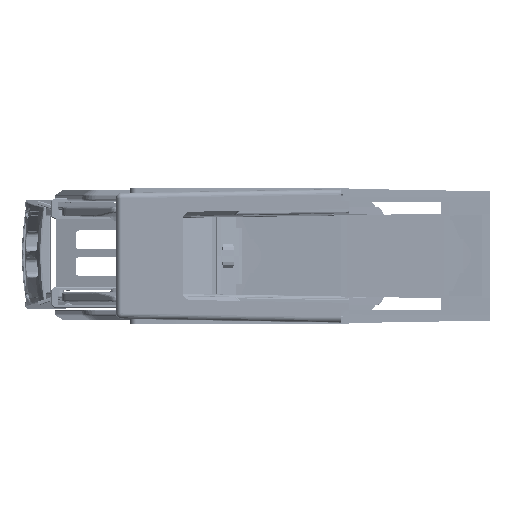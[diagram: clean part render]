
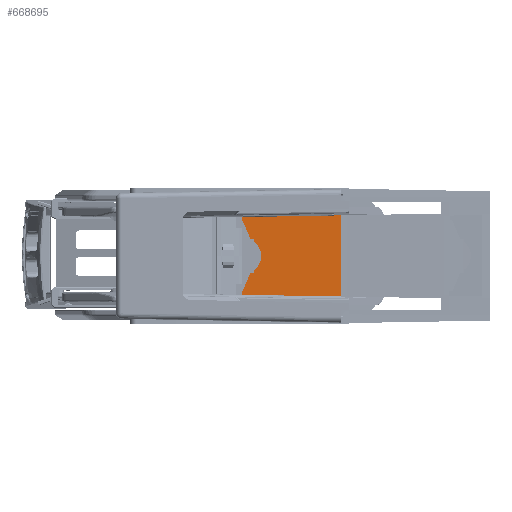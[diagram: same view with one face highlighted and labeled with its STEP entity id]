
A CAD part, left-side view. The second image highlights one B-rep face of the part: STEP entity #668695.
In plain terms, the highlighted planar face has unit normal (-0.998, 0.058, 0).
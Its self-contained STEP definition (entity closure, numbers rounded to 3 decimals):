
#628292=CARTESIAN_POINT('',(-173.49,6.053,36.654));
#628293=VERTEX_POINT('',#628292);
#628301=CARTESIAN_POINT('',(-175.62,-30.738,37.296));
#628302=VERTEX_POINT('',#628301);
#628303=CARTESIAN_POINT('',(-173.49,6.053,36.654));
#628304=CARTESIAN_POINT('',(-174.2,-6.21,36.868));
#628305=CARTESIAN_POINT('',(-174.91,-18.474,37.082));
#628306=CARTESIAN_POINT('',(-175.62,-30.738,37.296));
#628307=B_SPLINE_CURVE_WITH_KNOTS('',3,(#628303,#628304,#628305,#628306),.UNSPECIFIED.,.F.,.F.,(4,4),(0.,1.),.UNSPECIFIED.);
#628308=EDGE_CURVE('',#628293,#628302,#628307,.T.);
#660459=CARTESIAN_POINT('',(-175.62,-30.738,7.381));
#660460=VERTEX_POINT('',#660459);
#660468=CARTESIAN_POINT('',(-173.49,6.053,8.024));
#660469=VERTEX_POINT('',#660468);
#660470=CARTESIAN_POINT('',(-175.62,-30.738,7.381));
#660471=CARTESIAN_POINT('',(-174.91,-18.474,7.596));
#660472=CARTESIAN_POINT('',(-174.2,-6.21,7.81));
#660473=CARTESIAN_POINT('',(-173.49,6.053,8.024));
#660474=B_SPLINE_CURVE_WITH_KNOTS('',3,(#660470,#660471,#660472,#660473),.UNSPECIFIED.,.F.,.F.,(4,4),(0.,1.),.UNSPECIFIED.);
#660475=EDGE_CURVE('',#660460,#660469,#660474,.T.);
#665766=CARTESIAN_POINT('',(-173.764,1.325,28.573));
#665767=VERTEX_POINT('',#665766);
#665795=CARTESIAN_POINT('',(-173.764,1.325,27.429));
#665796=VERTEX_POINT('',#665795);
#665804=CARTESIAN_POINT('',(-173.764,1.325,28.573));
#665805=CARTESIAN_POINT('',(-173.764,1.325,28.191));
#665806=CARTESIAN_POINT('',(-173.764,1.325,27.81));
#665807=CARTESIAN_POINT('',(-173.764,1.325,27.429));
#665808=B_SPLINE_CURVE_WITH_KNOTS('',3,(#665804,#665805,#665806,#665807),.UNSPECIFIED.,.F.,.F.,(4,4),(0.,1.144),.UNSPECIFIED.);
#665809=EDGE_CURVE('',#665767,#665796,#665808,.T.);
#665828=CARTESIAN_POINT('',(-173.677,2.824,28.599));
#665829=VERTEX_POINT('',#665828);
#665830=CARTESIAN_POINT('',(-173.677,2.824,28.599));
#665831=CARTESIAN_POINT('',(-173.706,2.324,28.59));
#665832=CARTESIAN_POINT('',(-173.735,1.824,28.581));
#665833=CARTESIAN_POINT('',(-173.764,1.325,28.573));
#665834=B_SPLINE_CURVE_WITH_KNOTS('',3,(#665830,#665831,#665832,#665833),.UNSPECIFIED.,.F.,.F.,(4,4),(0.,1.),.UNSPECIFIED.);
#665835=EDGE_CURVE('',#665829,#665767,#665834,.T.);
#665854=CARTESIAN_POINT('',(-173.515,5.618,35.152));
#665855=VERTEX_POINT('',#665854);
#665856=CARTESIAN_POINT('',(-173.515,5.618,35.152));
#665857=CARTESIAN_POINT('',(-173.569,4.686,32.968));
#665858=CARTESIAN_POINT('',(-173.623,3.755,30.783));
#665859=CARTESIAN_POINT('',(-173.677,2.824,28.599));
#665860=B_SPLINE_CURVE_WITH_KNOTS('',3,(#665856,#665857,#665858,#665859),.UNSPECIFIED.,.F.,.F.,(4,4),(0.,1.),.UNSPECIFIED.);
#665861=EDGE_CURVE('',#665855,#665829,#665860,.T.);
#665914=CARTESIAN_POINT('',(-173.49,6.053,35.16));
#665915=VERTEX_POINT('',#665914);
#665916=CARTESIAN_POINT('',(-173.49,6.053,35.16));
#665917=CARTESIAN_POINT('',(-173.499,5.908,35.157));
#665918=CARTESIAN_POINT('',(-173.507,5.763,35.155));
#665919=CARTESIAN_POINT('',(-173.515,5.618,35.152));
#665920=B_SPLINE_CURVE_WITH_KNOTS('',3,(#665916,#665917,#665918,#665919),.UNSPECIFIED.,.F.,.F.,(4,4),(0.,1.),.UNSPECIFIED.);
#665921=EDGE_CURVE('',#665915,#665855,#665920,.T.);
#665951=CARTESIAN_POINT('',(-173.515,5.618,9.525));
#665952=VERTEX_POINT('',#665951);
#665987=CARTESIAN_POINT('',(-173.49,6.053,9.518));
#665988=VERTEX_POINT('',#665987);
#665996=CARTESIAN_POINT('',(-173.49,6.053,9.518));
#665997=CARTESIAN_POINT('',(-173.499,5.908,9.52));
#665998=CARTESIAN_POINT('',(-173.507,5.763,9.523));
#665999=CARTESIAN_POINT('',(-173.515,5.618,9.525));
#666000=B_SPLINE_CURVE_WITH_KNOTS('',3,(#665996,#665997,#665998,#665999),.UNSPECIFIED.,.F.,.F.,(4,4),(0.,1.),.UNSPECIFIED.);
#666001=EDGE_CURVE('',#665988,#665952,#666000,.T.);
#666012=CARTESIAN_POINT('',(-173.677,2.824,16.079));
#666013=VERTEX_POINT('',#666012);
#666014=CARTESIAN_POINT('',(-173.677,2.824,16.079));
#666015=CARTESIAN_POINT('',(-173.623,3.755,13.894));
#666016=CARTESIAN_POINT('',(-173.569,4.686,11.71));
#666017=CARTESIAN_POINT('',(-173.515,5.618,9.525));
#666018=B_SPLINE_CURVE_WITH_KNOTS('',3,(#666014,#666015,#666016,#666017),.UNSPECIFIED.,.F.,.F.,(4,4),(0.,1.),.UNSPECIFIED.);
#666019=EDGE_CURVE('',#666013,#665952,#666018,.T.);
#666055=CARTESIAN_POINT('',(-173.764,1.325,16.105));
#666056=VERTEX_POINT('',#666055);
#666074=CARTESIAN_POINT('',(-173.764,1.325,16.105));
#666075=CARTESIAN_POINT('',(-173.735,1.824,16.096));
#666076=CARTESIAN_POINT('',(-173.706,2.324,16.087));
#666077=CARTESIAN_POINT('',(-173.677,2.824,16.079));
#666078=B_SPLINE_CURVE_WITH_KNOTS('',3,(#666074,#666075,#666076,#666077),.UNSPECIFIED.,.F.,.F.,(4,4),(0.,1.),.UNSPECIFIED.);
#666079=EDGE_CURVE('',#666056,#666013,#666078,.T.);
#666091=CARTESIAN_POINT('',(-173.764,1.325,17.249));
#666092=VERTEX_POINT('',#666091);
#666117=CARTESIAN_POINT('',(-173.764,1.325,17.249));
#666118=CARTESIAN_POINT('',(-173.764,1.325,16.867));
#666119=CARTESIAN_POINT('',(-173.764,1.325,16.486));
#666120=CARTESIAN_POINT('',(-173.764,1.325,16.105));
#666121=B_SPLINE_CURVE_WITH_KNOTS('',3,(#666117,#666118,#666119,#666120),.UNSPECIFIED.,.F.,.F.,(4,4),(0.,1.144),.UNSPECIFIED.);
#666122=EDGE_CURVE('',#666092,#666056,#666121,.T.);
#666132=CARTESIAN_POINT('',(-173.764,1.325,27.429));
#666133=CARTESIAN_POINT('',(-173.786,0.943,27.126));
#666134=CARTESIAN_POINT('',(-173.806,0.596,26.78));
#666135=CARTESIAN_POINT('',(-173.824,0.292,26.399));
#666136=CARTESIAN_POINT('',(-173.841,-0.013,26.019));
#666137=CARTESIAN_POINT('',(-173.857,-0.274,25.604));
#666138=CARTESIAN_POINT('',(-173.869,-0.486,25.165));
#666139=CARTESIAN_POINT('',(-173.881,-0.698,24.726));
#666140=CARTESIAN_POINT('',(-173.89,-0.86,24.263));
#666141=CARTESIAN_POINT('',(-173.897,-0.969,23.788));
#666142=CARTESIAN_POINT('',(-173.903,-1.078,23.313));
#666143=CARTESIAN_POINT('',(-173.906,-1.133,22.826));
#666144=CARTESIAN_POINT('',(-173.906,-1.133,22.339));
#666145=CARTESIAN_POINT('',(-173.906,-1.133,21.852));
#666146=CARTESIAN_POINT('',(-173.903,-1.078,21.364));
#666147=CARTESIAN_POINT('',(-173.897,-0.969,20.889));
#666148=CARTESIAN_POINT('',(-173.89,-0.86,20.414));
#666149=CARTESIAN_POINT('',(-173.881,-0.698,19.951));
#666150=CARTESIAN_POINT('',(-173.869,-0.486,19.513));
#666151=CARTESIAN_POINT('',(-173.857,-0.274,19.074));
#666152=CARTESIAN_POINT('',(-173.841,-0.013,18.659));
#666153=CARTESIAN_POINT('',(-173.824,0.292,18.278));
#666154=CARTESIAN_POINT('',(-173.806,0.596,17.898));
#666155=CARTESIAN_POINT('',(-173.786,0.943,17.552));
#666156=CARTESIAN_POINT('',(-173.764,1.325,17.249));
#666157=B_SPLINE_CURVE_WITH_KNOTS('',3,(#666132,#666133,#666134,#666135,#666136,#666137,#666138,#666139,#666140,#666141,#666142,#666143,#666144,#666145,#666146,#666147,#666148,#666149,#666150,#666151,#666152,#666153,#666154,#666155,#666156),.UNSPECIFIED.,.F.,.F.,(4,3,3,3,3,3,3,3,4),(128.456,141.342,154.228,167.114,180.,192.886,205.772,218.658,231.544),.UNSPECIFIED.);
#666158=EDGE_CURVE('',#665796,#666092,#666157,.T.);
#668602=CARTESIAN_POINT('',(-173.49,6.053,36.654));
#668603=CARTESIAN_POINT('',(-173.49,6.053,36.156));
#668604=CARTESIAN_POINT('',(-173.49,6.053,35.658));
#668605=CARTESIAN_POINT('',(-173.49,6.053,35.16));
#668606=B_SPLINE_CURVE_WITH_KNOTS('',3,(#668602,#668603,#668604,#668605),.UNSPECIFIED.,.F.,.F.,(4,4),(0.,1.494),.UNSPECIFIED.);
#668607=EDGE_CURVE('',#628293,#665915,#668606,.T.);
#668657=CARTESIAN_POINT('',(-173.49,6.053,8.024));
#668658=CARTESIAN_POINT('',(-173.49,6.053,8.522));
#668659=CARTESIAN_POINT('',(-173.49,6.053,9.02));
#668660=CARTESIAN_POINT('',(-173.49,6.053,9.518));
#668661=B_SPLINE_CURVE_WITH_KNOTS('',3,(#668657,#668658,#668659,#668660),.UNSPECIFIED.,.F.,.F.,(4,4),(0.,1.494),.UNSPECIFIED.);
#668662=EDGE_CURVE('',#660469,#665988,#668661,.T.);
#668668=CARTESIAN_POINT('',(-172.935,15.649,49.517));
#668669=DIRECTION('',(0.998,-0.058,0.));
#668670=DIRECTION('',(0.058,0.998,0.));
#668671=AXIS2_PLACEMENT_3D('',#668668,#668669,#668670);
#668672=PLANE('',#668671);
#668673=ORIENTED_EDGE('',*,*,#666158,.T.);
#668674=ORIENTED_EDGE('',*,*,#666122,.T.);
#668675=ORIENTED_EDGE('',*,*,#666079,.T.);
#668676=ORIENTED_EDGE('',*,*,#666019,.T.);
#668677=ORIENTED_EDGE('',*,*,#666001,.F.);
#668678=ORIENTED_EDGE('',*,*,#668662,.F.);
#668679=ORIENTED_EDGE('',*,*,#660475,.F.);
#668680=CARTESIAN_POINT('',(-175.62,-30.738,7.381));
#668681=CARTESIAN_POINT('',(-175.62,-30.738,17.353));
#668682=CARTESIAN_POINT('',(-175.62,-30.738,27.325));
#668683=CARTESIAN_POINT('',(-175.62,-30.738,37.296));
#668684=B_SPLINE_CURVE_WITH_KNOTS('',3,(#668680,#668681,#668682,#668683),.UNSPECIFIED.,.F.,.F.,(4,4),(0.,29.915),.UNSPECIFIED.);
#668685=EDGE_CURVE('',#660460,#628302,#668684,.T.);
#668686=ORIENTED_EDGE('',*,*,#668685,.T.);
#668687=ORIENTED_EDGE('',*,*,#628308,.F.);
#668688=ORIENTED_EDGE('',*,*,#668607,.T.);
#668689=ORIENTED_EDGE('',*,*,#665921,.T.);
#668690=ORIENTED_EDGE('',*,*,#665861,.T.);
#668691=ORIENTED_EDGE('',*,*,#665835,.T.);
#668692=ORIENTED_EDGE('',*,*,#665809,.T.);
#668693=EDGE_LOOP('',(#668673,#668674,#668675,#668676,#668677,#668678,#668679,#668686,#668687,#668688,#668689,#668690,#668691,#668692));
#668694=FACE_BOUND('',#668693,.T.);
#668695=ADVANCED_FACE('',(#668694),#668672,.F.);
